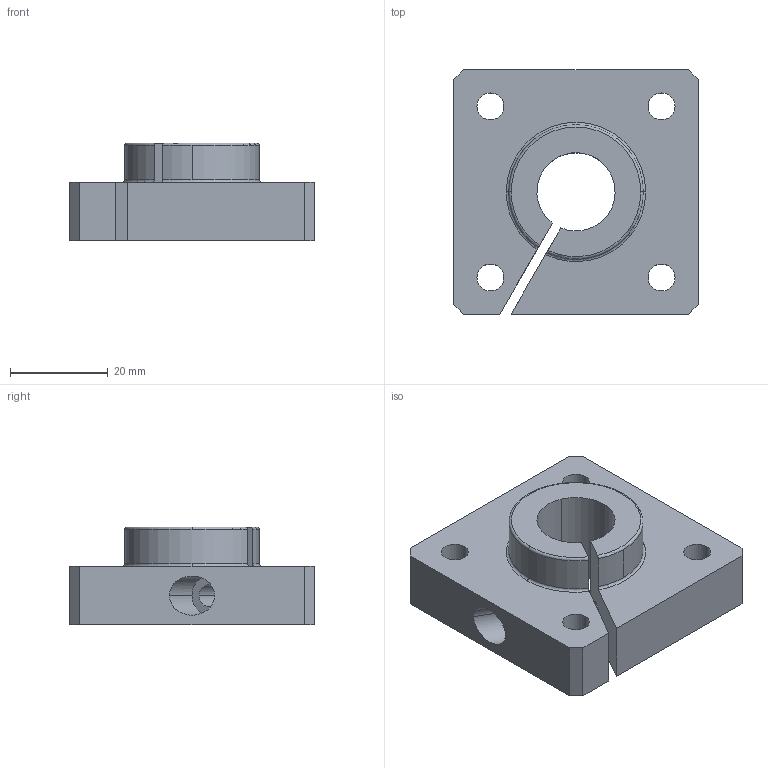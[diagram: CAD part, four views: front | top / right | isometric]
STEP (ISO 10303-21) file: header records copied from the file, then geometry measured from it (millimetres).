
FILE_DESCRIPTION( ( '' ), '1' );
FILE_NAME( 'fwba_16_2_03.stp', '2008-04-10T06:34:35', ( '' ), ( '' ), ' ', ' ', ' ' );
FILE_SCHEMA( ( 'CONFIG_CONTROL_DESIGN' ) );
Length unit declared in the file: millimetre
Products named in the file (1): 1
Bounding box: 50 x 50 x 20 mm (x, y, z)
Volume: 28224.9 mm3; surface area: 10114.6 mm2
Topology: 1 solids, 1 shells, 42 faces, 115 edges, 75 vertices
Faces by surface type: cylinder 19, plane 15, torus 6, cone 2
Entity records: 1465 total; most frequent: CARTESIAN_POINT 299, DIRECTION 247, ORIENTED_EDGE 226, EDGE_CURVE 113, AXIS2_PLACEMENT_3D 95, VERTEX_POINT 75, LINE 57, VECTOR 57
